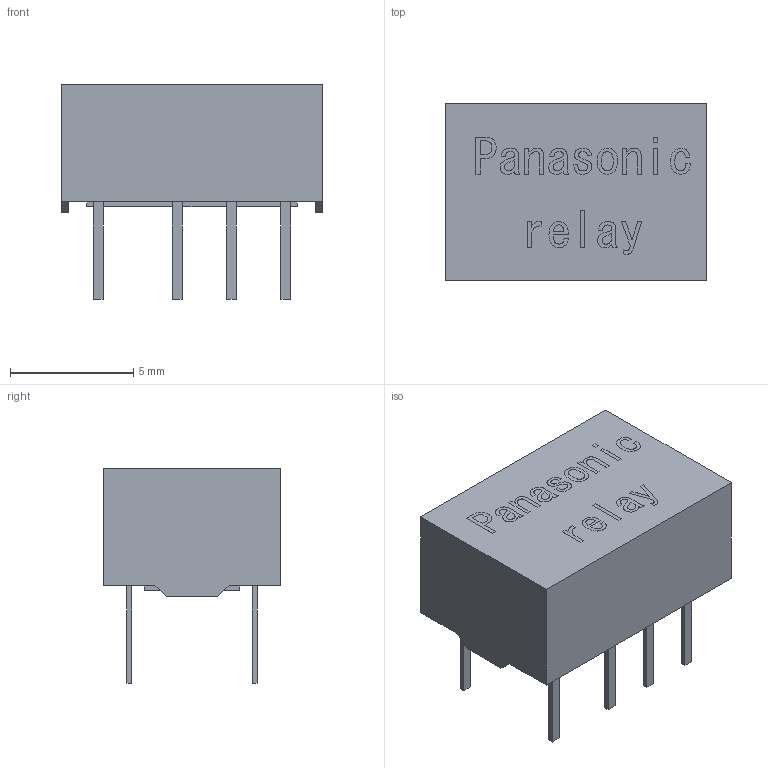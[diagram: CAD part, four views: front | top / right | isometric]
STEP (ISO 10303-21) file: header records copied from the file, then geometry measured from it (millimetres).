
FILE_DESCRIPTION(('FreeCAD Model'),'2;1');
FILE_NAME('Open CASCADE Shape Model','2022-03-29T19:50:54',('Author'),( ''),'Open CASCADE STEP processor 7.4','FreeCAD','Unknown');
FILE_SCHEMA(('AUTOMOTIVE_DESIGN { 1 0 10303 214 1 1 1 1 }'));
Length unit declared in the file: millimetre
Products named in the file (1): agq20012
Bounding box: 10.6 x 7.2 x 8.7 mm (x, y, z)
Volume: 372.3 mm3; surface area: 369.4 mm2
Topology: 1 solids, 1 shells, 320 faces, 864 edges, 576 vertices
Faces by surface type: bspline 171, plane 149
Entity records: 15008 total; most frequent: CARTESIAN_POINT 7940, ORIENTED_EDGE 1728, EDGE_CURVE 864, DIRECTION 822, VERTEX_POINT 576, LINE 522, VECTOR 522, FACE_BOUND 350
